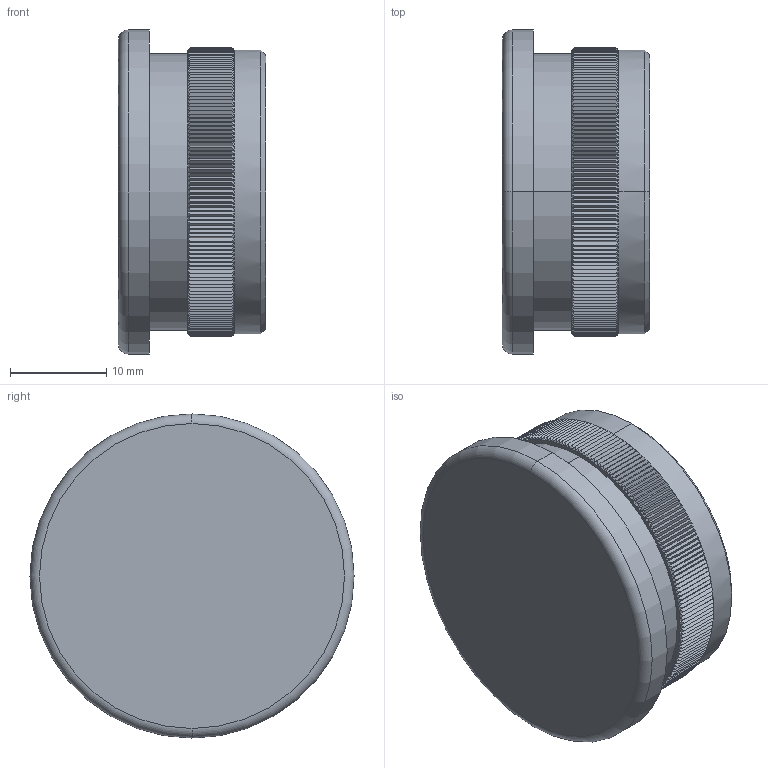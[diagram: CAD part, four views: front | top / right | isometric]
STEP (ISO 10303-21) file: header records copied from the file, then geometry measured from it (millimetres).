
FILE_DESCRIPTION (( 'STEP AP214' ), '1' );
FILE_NAME ('A_5732-233.STEP', '2021-04-12T09:35:23', ( '' ), ( '' ), 'SwSTEP 2.0', 'SolidWorks 2019', '' );
FILE_SCHEMA (( 'AUTOMOTIVE_DESIGN' ));
Length unit declared in the file: millimetre
Products named in the file (1): A_5732-233
Bounding box: 15.3 x 33.7 x 33.7 mm (x, y, z)
Volume: 5005.9 mm3; surface area: 4601.4 mm2
Topology: 1 solids, 1 shells, 839 faces, 1687 edges, 853 vertices
Faces by surface type: plane 417, cone 404, cylinder 12, torus 6
Entity records: 21614 total; most frequent: CARTESIAN_POINT 5892, ORIENTED_EDGE 3374, DIRECTION 3002, EDGE_CURVE 1687, AXIS2_PLACEMENT_3D 1283, VERTEX_POINT 853, EDGE_LOOP 842, FACE_OUTER_BOUND 839
